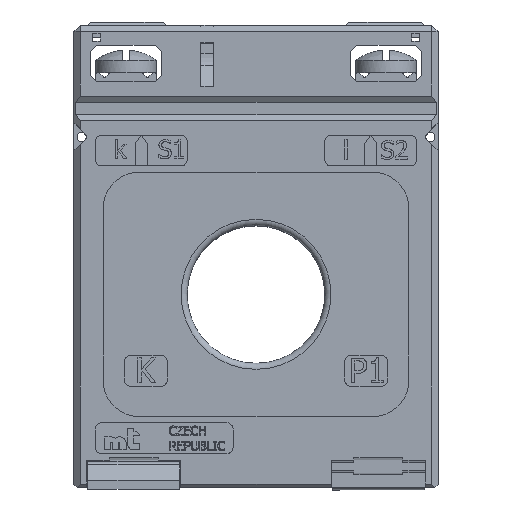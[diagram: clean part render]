
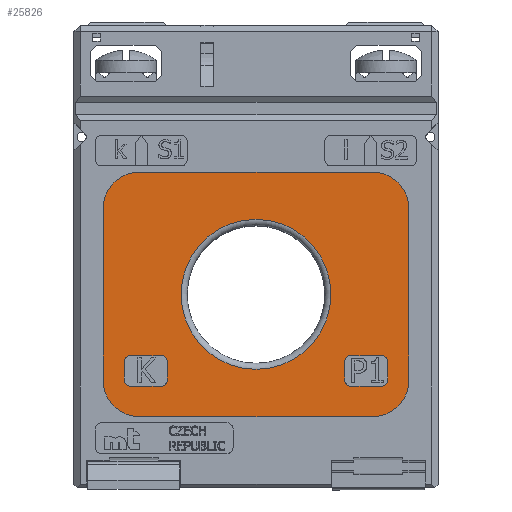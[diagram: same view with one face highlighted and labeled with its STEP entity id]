
A CAD part, top view. The second image highlights one B-rep face of the part: STEP entity #25826.
In plain terms, the highlighted face is planar.
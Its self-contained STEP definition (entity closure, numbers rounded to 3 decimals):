
#1463=FACE_BOUND('',#9737,.T.);
#1464=FACE_BOUND('',#9738,.T.);
#1465=FACE_BOUND('',#9739,.T.);
#1579=LINE('',#34317,#4491);
#1580=LINE('',#34321,#4492);
#1581=LINE('',#34325,#4493);
#1582=LINE('',#34329,#4494);
#1583=LINE('',#34335,#4495);
#1584=LINE('',#34339,#4496);
#1585=LINE('',#34343,#4497);
#1586=LINE('',#34346,#4498);
#1587=LINE('',#34349,#4499);
#1588=LINE('',#34353,#4500);
#1589=LINE('',#34357,#4501);
#1590=LINE('',#34361,#4502);
#4491=VECTOR('',#28772,10.);
#4492=VECTOR('',#28775,10.);
#4493=VECTOR('',#28778,10.);
#4494=VECTOR('',#28781,10.);
#4495=VECTOR('',#28786,10.);
#4496=VECTOR('',#28789,10.);
#4497=VECTOR('',#28792,10.);
#4498=VECTOR('',#28795,10.);
#4499=VECTOR('',#28796,10.);
#4500=VECTOR('',#28799,10.);
#4501=VECTOR('',#28802,10.);
#4502=VECTOR('',#28805,10.);
#7403=PLANE('',#27446);
#8329=FACE_OUTER_BOUND('',#9736,.T.);
#9736=EDGE_LOOP('',(#18011,#18012,#18013,#18014,#18015,#18016,#18017,#18018));
#9737=EDGE_LOOP('',(#18019,#18020,#18021,#18022,#18023,#18024,#18025,#18026));
#9738=EDGE_LOOP('',(#18027,#18028,#18029,#18030,#18031,#18032,#18033,#18034));
#9739=EDGE_LOOP('',(#18035));
#11260=CIRCLE('',#27445,12.25);
#11261=CIRCLE('',#27447,6.);
#11262=CIRCLE('',#27448,6.);
#11263=CIRCLE('',#27449,6.);
#11264=CIRCLE('',#27450,6.);
#11265=CIRCLE('',#27451,1.);
#11266=CIRCLE('',#27452,1.);
#11267=CIRCLE('',#27453,1.);
#11268=CIRCLE('',#27454,1.);
#11269=CIRCLE('',#27455,1.);
#11270=CIRCLE('',#27456,1.);
#11271=CIRCLE('',#27457,1.);
#11272=CIRCLE('',#27458,1.);
#11513=VERTEX_POINT('',#34311);
#11514=VERTEX_POINT('',#34315);
#11515=VERTEX_POINT('',#34316);
#11516=VERTEX_POINT('',#34318);
#11517=VERTEX_POINT('',#34320);
#11518=VERTEX_POINT('',#34322);
#11519=VERTEX_POINT('',#34324);
#11520=VERTEX_POINT('',#34326);
#11521=VERTEX_POINT('',#34328);
#11522=VERTEX_POINT('',#34331);
#11523=VERTEX_POINT('',#34332);
#11524=VERTEX_POINT('',#34334);
#11525=VERTEX_POINT('',#34336);
#11526=VERTEX_POINT('',#34338);
#11527=VERTEX_POINT('',#34340);
#11528=VERTEX_POINT('',#34342);
#11529=VERTEX_POINT('',#34344);
#11530=VERTEX_POINT('',#34347);
#11531=VERTEX_POINT('',#34348);
#11532=VERTEX_POINT('',#34350);
#11533=VERTEX_POINT('',#34352);
#11534=VERTEX_POINT('',#34354);
#11535=VERTEX_POINT('',#34356);
#11536=VERTEX_POINT('',#34358);
#11537=VERTEX_POINT('',#34360);
#14101=EDGE_CURVE('',#11513,#11513,#11260,.T.);
#14102=EDGE_CURVE('',#11514,#11515,#1579,.T.);
#14103=EDGE_CURVE('',#11516,#11514,#11261,.T.);
#14104=EDGE_CURVE('',#11517,#11516,#1580,.T.);
#14105=EDGE_CURVE('',#11518,#11517,#11262,.T.);
#14106=EDGE_CURVE('',#11519,#11518,#1581,.T.);
#14107=EDGE_CURVE('',#11520,#11519,#11263,.T.);
#14108=EDGE_CURVE('',#11521,#11520,#1582,.T.);
#14109=EDGE_CURVE('',#11515,#11521,#11264,.T.);
#14110=EDGE_CURVE('',#11522,#11523,#11265,.T.);
#14111=EDGE_CURVE('',#11523,#11524,#1583,.T.);
#14112=EDGE_CURVE('',#11524,#11525,#11266,.T.);
#14113=EDGE_CURVE('',#11525,#11526,#1584,.T.);
#14114=EDGE_CURVE('',#11526,#11527,#11267,.T.);
#14115=EDGE_CURVE('',#11527,#11528,#1585,.T.);
#14116=EDGE_CURVE('',#11528,#11529,#11268,.T.);
#14117=EDGE_CURVE('',#11529,#11522,#1586,.T.);
#14118=EDGE_CURVE('',#11530,#11531,#1587,.T.);
#14119=EDGE_CURVE('',#11531,#11532,#11269,.T.);
#14120=EDGE_CURVE('',#11532,#11533,#1588,.T.);
#14121=EDGE_CURVE('',#11533,#11534,#11270,.T.);
#14122=EDGE_CURVE('',#11534,#11535,#1589,.T.);
#14123=EDGE_CURVE('',#11535,#11536,#11271,.T.);
#14124=EDGE_CURVE('',#11536,#11537,#1590,.T.);
#14125=EDGE_CURVE('',#11537,#11530,#11272,.T.);
#18011=ORIENTED_EDGE('',*,*,#14102,.F.);
#18012=ORIENTED_EDGE('',*,*,#14103,.F.);
#18013=ORIENTED_EDGE('',*,*,#14104,.F.);
#18014=ORIENTED_EDGE('',*,*,#14105,.F.);
#18015=ORIENTED_EDGE('',*,*,#14106,.F.);
#18016=ORIENTED_EDGE('',*,*,#14107,.F.);
#18017=ORIENTED_EDGE('',*,*,#14108,.F.);
#18018=ORIENTED_EDGE('',*,*,#14109,.F.);
#18019=ORIENTED_EDGE('',*,*,#14110,.T.);
#18020=ORIENTED_EDGE('',*,*,#14111,.T.);
#18021=ORIENTED_EDGE('',*,*,#14112,.T.);
#18022=ORIENTED_EDGE('',*,*,#14113,.T.);
#18023=ORIENTED_EDGE('',*,*,#14114,.T.);
#18024=ORIENTED_EDGE('',*,*,#14115,.T.);
#18025=ORIENTED_EDGE('',*,*,#14116,.T.);
#18026=ORIENTED_EDGE('',*,*,#14117,.T.);
#18027=ORIENTED_EDGE('',*,*,#14118,.T.);
#18028=ORIENTED_EDGE('',*,*,#14119,.T.);
#18029=ORIENTED_EDGE('',*,*,#14120,.T.);
#18030=ORIENTED_EDGE('',*,*,#14121,.T.);
#18031=ORIENTED_EDGE('',*,*,#14122,.T.);
#18032=ORIENTED_EDGE('',*,*,#14123,.T.);
#18033=ORIENTED_EDGE('',*,*,#14124,.T.);
#18034=ORIENTED_EDGE('',*,*,#14125,.T.);
#18035=ORIENTED_EDGE('',*,*,#14101,.F.);
#25826=ADVANCED_FACE('',(#8329,#1463,#1464,#1465),#7403,.T.);
#27445=AXIS2_PLACEMENT_3D('',#34313,#28768,#28769);
#27446=AXIS2_PLACEMENT_3D('',#34314,#28770,#28771);
#27447=AXIS2_PLACEMENT_3D('',#34319,#28773,#28774);
#27448=AXIS2_PLACEMENT_3D('',#34323,#28776,#28777);
#27449=AXIS2_PLACEMENT_3D('',#34327,#28779,#28780);
#27450=AXIS2_PLACEMENT_3D('',#34330,#28782,#28783);
#27451=AXIS2_PLACEMENT_3D('',#34333,#28784,#28785);
#27452=AXIS2_PLACEMENT_3D('',#34337,#28787,#28788);
#27453=AXIS2_PLACEMENT_3D('',#34341,#28790,#28791);
#27454=AXIS2_PLACEMENT_3D('',#34345,#28793,#28794);
#27455=AXIS2_PLACEMENT_3D('',#34351,#28797,#28798);
#27456=AXIS2_PLACEMENT_3D('',#34355,#28800,#28801);
#27457=AXIS2_PLACEMENT_3D('',#34359,#28803,#28804);
#27458=AXIS2_PLACEMENT_3D('',#34362,#28806,#28807);
#28768=DIRECTION('center_axis',(0.,0.,-1.));
#28769=DIRECTION('ref_axis',(-1.,0.,0.));
#28770=DIRECTION('center_axis',(0.,0.,-1.));
#28771=DIRECTION('ref_axis',(-1.,0.,0.));
#28772=DIRECTION('',(1.,0.,0.));
#28773=DIRECTION('center_axis',(0.,0.,1.));
#28774=DIRECTION('ref_axis',(0.,-1.,0.));
#28775=DIRECTION('',(0.,-1.,0.));
#28776=DIRECTION('center_axis',(0.,0.,1.));
#28777=DIRECTION('ref_axis',(-1.,0.,0.));
#28778=DIRECTION('',(-1.,0.,0.));
#28779=DIRECTION('center_axis',(0.,0.,1.));
#28780=DIRECTION('ref_axis',(0.,1.,0.));
#28781=DIRECTION('',(0.,1.,0.));
#28782=DIRECTION('center_axis',(0.,0.,1.));
#28783=DIRECTION('ref_axis',(1.,0.,0.));
#28784=DIRECTION('center_axis',(0.,0.,1.));
#28785=DIRECTION('ref_axis',(-1.,0.,0.));
#28786=DIRECTION('',(0.,-1.,0.));
#28787=DIRECTION('center_axis',(0.,0.,1.));
#28788=DIRECTION('ref_axis',(0.,-1.,0.));
#28789=DIRECTION('',(1.,0.,0.));
#28790=DIRECTION('center_axis',(0.,0.,1.));
#28791=DIRECTION('ref_axis',(1.,0.,0.));
#28792=DIRECTION('',(0.,1.,0.));
#28793=DIRECTION('center_axis',(0.,0.,1.));
#28794=DIRECTION('ref_axis',(0.,1.,0.));
#28795=DIRECTION('',(-1.,0.,0.));
#28796=DIRECTION('',(0.,-1.,0.));
#28797=DIRECTION('center_axis',(0.,0.,1.));
#28798=DIRECTION('ref_axis',(0.,-1.,0.));
#28799=DIRECTION('',(1.,0.,0.));
#28800=DIRECTION('center_axis',(0.,0.,1.));
#28801=DIRECTION('ref_axis',(1.,0.,0.));
#28802=DIRECTION('',(0.,1.,0.));
#28803=DIRECTION('center_axis',(0.,0.,1.));
#28804=DIRECTION('ref_axis',(0.,1.,0.));
#28805=DIRECTION('',(-1.,0.,0.));
#28806=DIRECTION('center_axis',(0.,0.,1.));
#28807=DIRECTION('ref_axis',(-1.,0.,0.));
#34311=CARTESIAN_POINT('',(12.25,31.5,0.1));
#34313=CARTESIAN_POINT('Origin',(0.,31.5,0.1));
#34314=CARTESIAN_POINT('Origin',(0.,31.5,0.1));
#34315=CARTESIAN_POINT('',(-19.,11.5,0.1));
#34316=CARTESIAN_POINT('',(19.,11.5,0.1));
#34317=CARTESIAN_POINT('',(19.,11.5,0.1));
#34318=CARTESIAN_POINT('',(-25.,17.5,0.1));
#34319=CARTESIAN_POINT('Origin',(-19.,17.5,0.1));
#34320=CARTESIAN_POINT('',(-25.,45.5,0.1));
#34321=CARTESIAN_POINT('',(-25.,17.5,0.1));
#34322=CARTESIAN_POINT('',(-19.,51.5,0.1));
#34323=CARTESIAN_POINT('Origin',(-19.,45.5,0.1));
#34324=CARTESIAN_POINT('',(19.,51.5,0.1));
#34325=CARTESIAN_POINT('',(-19.,51.5,0.1));
#34326=CARTESIAN_POINT('',(25.,45.5,0.1));
#34327=CARTESIAN_POINT('Origin',(19.,45.5,0.1));
#34328=CARTESIAN_POINT('',(25.,17.5,0.1));
#34329=CARTESIAN_POINT('',(25.,45.5,0.1));
#34330=CARTESIAN_POINT('Origin',(19.,17.5,0.1));
#34331=CARTESIAN_POINT('',(-20.5,21.5,0.1));
#34332=CARTESIAN_POINT('',(-21.5,20.5,0.1));
#34333=CARTESIAN_POINT('Origin',(-20.5,20.5,0.1));
#34334=CARTESIAN_POINT('',(-21.5,17.5,0.1));
#34335=CARTESIAN_POINT('',(-21.5,26.,0.1));
#34336=CARTESIAN_POINT('',(-20.5,16.5,0.1));
#34337=CARTESIAN_POINT('Origin',(-20.5,17.5,0.1));
#34338=CARTESIAN_POINT('',(-15.5,16.5,0.1));
#34339=CARTESIAN_POINT('',(-10.25,16.5,0.1));
#34340=CARTESIAN_POINT('',(-14.5,17.5,0.1));
#34341=CARTESIAN_POINT('Origin',(-15.5,17.5,0.1));
#34342=CARTESIAN_POINT('',(-14.5,20.5,0.1));
#34343=CARTESIAN_POINT('',(-14.5,24.5,0.1));
#34344=CARTESIAN_POINT('',(-15.5,21.5,0.1));
#34345=CARTESIAN_POINT('Origin',(-15.5,20.5,0.1));
#34346=CARTESIAN_POINT('',(-7.75,21.5,0.1));
#34347=CARTESIAN_POINT('',(14.5,20.5,0.1));
#34348=CARTESIAN_POINT('',(14.5,17.5,0.1));
#34349=CARTESIAN_POINT('',(14.5,26.,0.1));
#34350=CARTESIAN_POINT('',(15.5,16.5,0.1));
#34351=CARTESIAN_POINT('Origin',(15.5,17.5,0.1));
#34352=CARTESIAN_POINT('',(20.5,16.5,0.1));
#34353=CARTESIAN_POINT('',(7.75,16.5,0.1));
#34354=CARTESIAN_POINT('',(21.5,17.5,0.1));
#34355=CARTESIAN_POINT('Origin',(20.5,17.5,0.1));
#34356=CARTESIAN_POINT('',(21.5,20.5,0.1));
#34357=CARTESIAN_POINT('',(21.5,24.5,0.1));
#34358=CARTESIAN_POINT('',(20.5,21.5,0.1));
#34359=CARTESIAN_POINT('Origin',(20.5,20.5,0.1));
#34360=CARTESIAN_POINT('',(15.5,21.5,0.1));
#34361=CARTESIAN_POINT('',(10.25,21.5,0.1));
#34362=CARTESIAN_POINT('Origin',(15.5,20.5,0.1));
